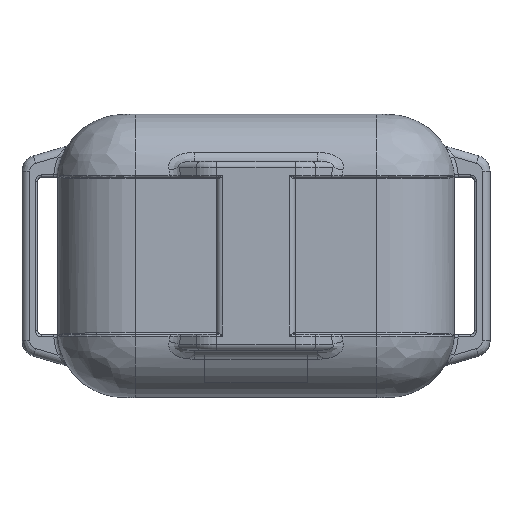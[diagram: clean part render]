
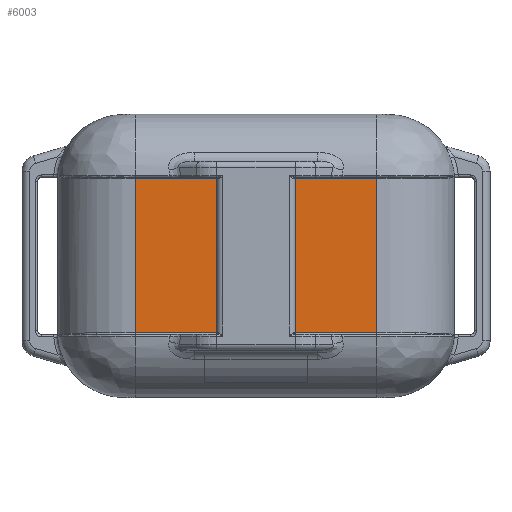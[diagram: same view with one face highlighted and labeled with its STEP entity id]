
A CAD part, top view. The second image highlights one B-rep face of the part: STEP entity #6003.
In plain terms, the highlighted planar face has unit normal (0, 0, 1).
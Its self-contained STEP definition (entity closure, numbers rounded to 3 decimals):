
#463=PLANE('',#6511);
#584=FACE_OUTER_BOUND('',#991,.T.);
#991=EDGE_LOOP('',(#4147,#4148,#4149,#4150));
#1813=LINE('',#9607,#2101);
#1814=LINE('',#9832,#2102);
#1816=LINE('',#10016,#2104);
#1817=LINE('',#10017,#2105);
#2101=VECTOR('',#7452,10.);
#2102=VECTOR('',#7463,10.);
#2104=VECTOR('',#7469,10.);
#2105=VECTOR('',#7470,10.);
#2440=VERTEX_POINT('',#9597);
#2442=VERTEX_POINT('',#9603);
#2448=VERTEX_POINT('',#9831);
#2455=VERTEX_POINT('',#10015);
#3057=EDGE_CURVE('',#2440,#2442,#1813,.T.);
#3064=EDGE_CURVE('',#2442,#2448,#1814,.T.);
#3072=EDGE_CURVE('',#2440,#2455,#1816,.T.);
#3073=EDGE_CURVE('',#2448,#2455,#1817,.T.);
#4147=ORIENTED_EDGE('',*,*,#3057,.F.);
#4148=ORIENTED_EDGE('',*,*,#3072,.T.);
#4149=ORIENTED_EDGE('',*,*,#3073,.F.);
#4150=ORIENTED_EDGE('',*,*,#3064,.F.);
#6003=ADVANCED_FACE('',(#584),#463,.F.);
#6511=AXIS2_PLACEMENT_3D('',#10014,#7467,#7468);
#7452=DIRECTION('',(-1.,0.,0.));
#7463=DIRECTION('',(0.,1.,0.));
#7467=DIRECTION('center_axis',(0.,0.,-1.));
#7468=DIRECTION('ref_axis',(-1.,0.,0.));
#7469=DIRECTION('',(0.,1.,0.));
#7470=DIRECTION('',(1.,0.,0.));
#9597=CARTESIAN_POINT('',(15.351,-9.8,22.25));
#9603=CARTESIAN_POINT('',(-15.351,-9.8,22.25));
#9607=CARTESIAN_POINT('',(13.988,-9.8,22.25));
#9831=CARTESIAN_POINT('',(-15.351,9.8,22.25));
#9832=CARTESIAN_POINT('',(-15.351,0.,22.25));
#10014=CARTESIAN_POINT('Origin',(15.351,0.,22.25));
#10015=CARTESIAN_POINT('',(15.351,9.8,22.25));
#10016=CARTESIAN_POINT('',(15.351,0.,22.25));
#10017=CARTESIAN_POINT('',(13.988,9.8,22.25));
